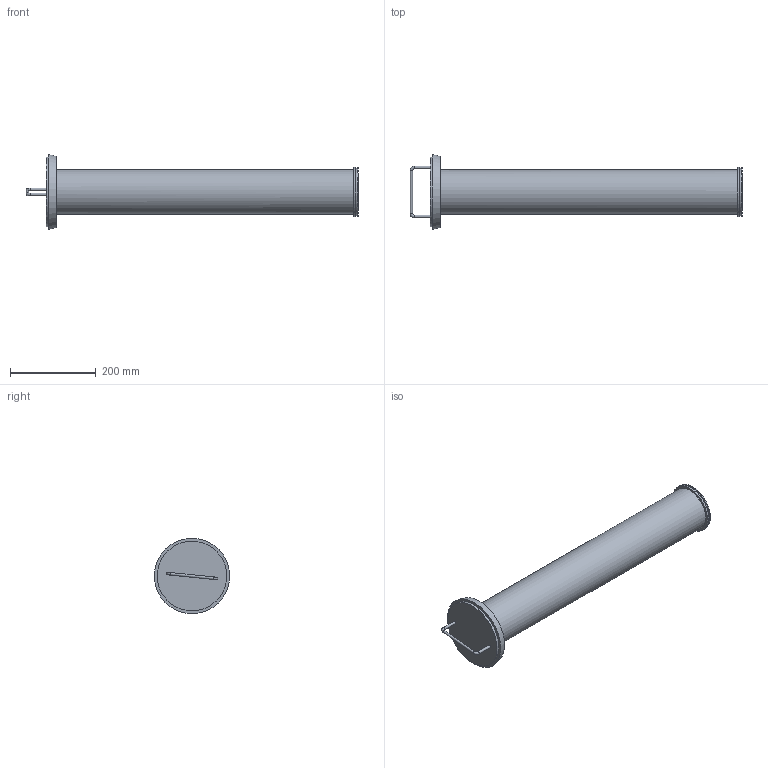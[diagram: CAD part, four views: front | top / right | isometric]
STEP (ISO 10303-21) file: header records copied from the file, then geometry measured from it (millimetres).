
FILE_DESCRIPTION((''),'2;1');
FILE_NAME('60102100X3XX.stp','2010-10-29T10:40:25',('Creator'),(''),'Autodesk Inventor 2010','Autodesk Inventor 2010','');
FILE_SCHEMA(('AUTOMOTIVE_DESIGN { 1 0 10303 214 1 1 1 1 }'));
Length unit declared in the file: millimetre
Products named in the file (1): 60102100X3XX
Bounding box: 776 x 175.55 x 175.55 mm (x, y, z)
Volume: 787648.4 mm3; surface area: 529750.7 mm2
Topology: 1 solids, 1 shells, 26 faces, 43 edges, 27 vertices
Faces by surface type: cylinder 11, plane 10, cone 3, torus 2
Full cylindrical faces by diameter (mm): 6 x3, 94.5 x1, 100 x1, 102.5 x1, 104.5 x1, 110.5 x1, 116 x2, 163 x1
Entity records: 596 total; most frequent: DIRECTION 106, CARTESIAN_POINT 79, AXIS2_PLACEMENT_3D 53, ORIENTED_EDGE 52, EDGE_LOOP 52, VERTEX_POINT 26, CIRCLE 26, EDGE_CURVE 26
